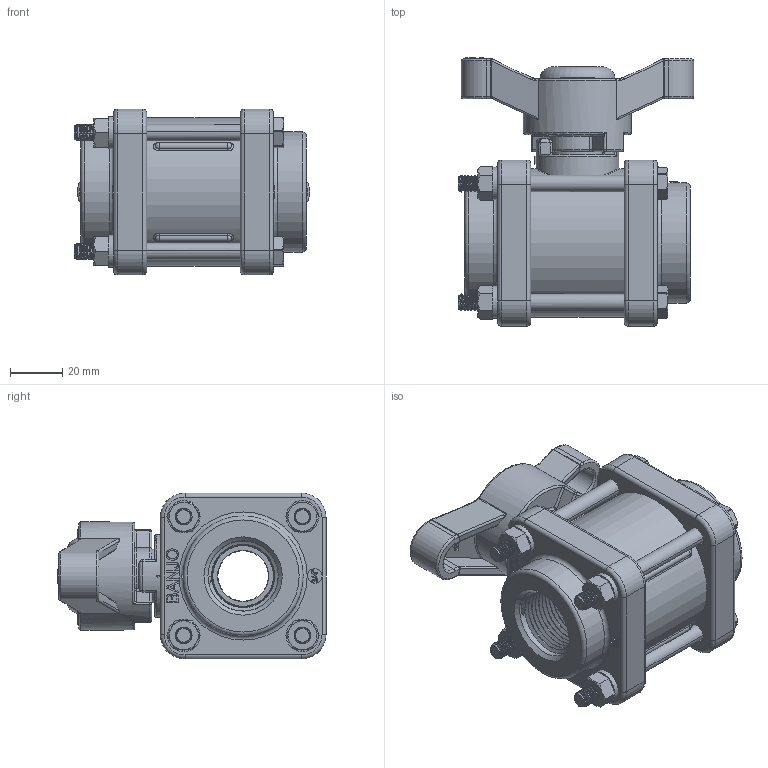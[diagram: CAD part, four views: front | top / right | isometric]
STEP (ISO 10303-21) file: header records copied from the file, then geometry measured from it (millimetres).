
FILE_DESCRIPTION(/* description */ ('3/4" FPT x 3/4" PORT POLY VALVE T-HANDLE'),/* implementation_level */ '2;1');
FILE_NAME(/* name */ 'VT075.stp',/* time_stamp */ '2023-06-06T14:34:37-04:00',/* author */ ('ALR'),/* organization */ (''),/* preprocessor_version */ 'ST-DEVELOPER v18.1',/* originating_system */ 'Autodesk Inventor 2022',/* authorisation */ '');
FILE_SCHEMA (('AUTOMOTIVE_DESIGN { 1 0 10303 214 3 1 1 }'));
Products named in the file (17): VT075; V07017; V07018; V07019; V07060; V07151A; V07155; VX07155; V07159; V07163; V07254; V07257; V07258A; V07264; V10020A; V10353T; V20353C
Assembly tree (28 placements, depth 3):
  VT075
    V07017  x4
    V07018  x4
    V07019  x4
    V07060
    V07151A
    V07155
      VX07155
    V07159
    V07163
    V07254
    V07257  x2
    V07258A  x2
    V07264  x2
    V10020A
    V10353T
    V20353C
Bounding box: 90.04 x 102.62 x 63.5 mm (x, y, z)
Volume: 234006.7 mm3; surface area: 96685.3 mm2
Topology: 27 solids, 27 shells, 2468 faces, 5918 edges, 3618 vertices
Faces by surface type: plane 885, cylinder 673, cone 517, bspline 253, torus 116, sphere 24
Full cylindrical faces by diameter (mm): 3.556 x1, 4.178 x39, 4.826 x39, 5.334 x1, 7.366 x8, 9.525 x1, 10.516 x1, 13.081 x3, 13.208 x1, 17.462 x1, 17.501 x1, 17.526 x1, 18.898 x1, 19.05 x1, 19.304 x2, 19.558 x2, 19.685 x1, 20.447 x1, 20.828 x1, 21.336 x1, 21.844 x4, 22.352 x4, 24.892 x2, 25.4 x1, 25.527 x3, 30.48 x2, 31.115 x2, 31.75 x1, 37.592 x2, 40.64 x1
Entity records: 59520 total; most frequent: CARTESIAN_POINT 21537, ORIENTED_EDGE 8068, DIRECTION 7131, EDGE_CURVE 4034, VERTEX_POINT 2537, AXIS2_PLACEMENT_3D 2386, LINE 2359, VECTOR 2359
